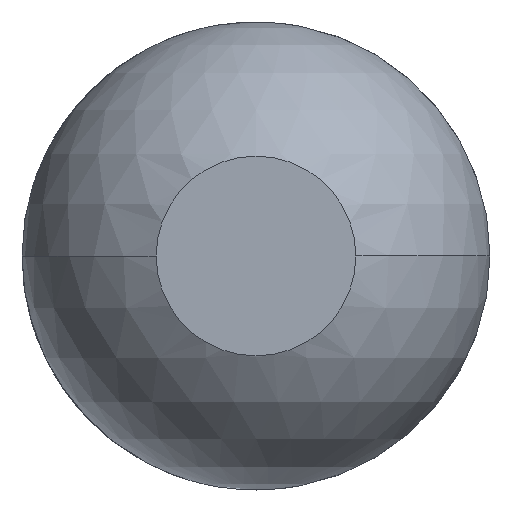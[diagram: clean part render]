
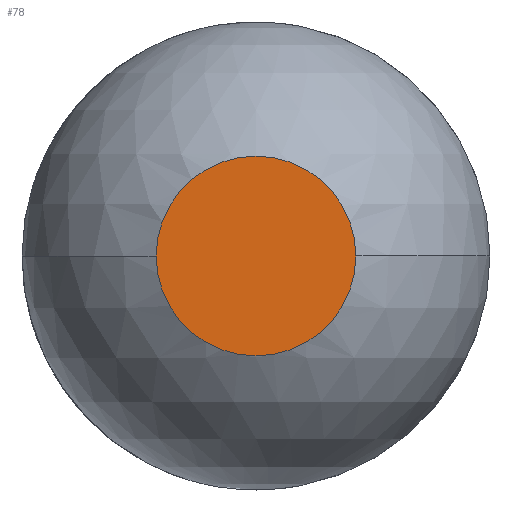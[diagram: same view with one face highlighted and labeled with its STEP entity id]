
A CAD part, left-side view. The second image highlights one B-rep face of the part: STEP entity #78.
In plain terms, the highlighted planar face has unit normal (-1, 0, 0).
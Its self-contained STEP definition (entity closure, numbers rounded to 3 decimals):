
#19 = ORIENTED_EDGE ( 'NONE', *, *, #416, .F. ) ;
#20 = CARTESIAN_POINT ( 'NONE',  ( -5.203, 0., 0. ) ) ;
#47 = DIRECTION ( 'NONE',  ( 0., 0., -1. ) ) ;
#78 = ADVANCED_FACE ( 'NONE', ( #131 ), #111, .F. ) ;
#88 = DIRECTION ( 'NONE',  ( 1., 0., 0. ) ) ;
#111 = PLANE ( 'NONE',  #283 ) ;
#131 = FACE_OUTER_BOUND ( 'NONE', #194, .T. ) ;
#135 = CIRCLE ( 'NONE', #399, 0.32 ) ;
#194 = EDGE_LOOP ( 'NONE', ( #19, #214 ) ) ;
#214 = ORIENTED_EDGE ( 'NONE', *, *, #313, .F. ) ;
#217 = CARTESIAN_POINT ( 'NONE',  ( -5.203, 0., 0. ) ) ;
#232 = CIRCLE ( 'NONE', #452, 0.32 ) ;
#235 = DIRECTION ( 'NONE',  ( 1., 0., 0. ) ) ;
#261 = CARTESIAN_POINT ( 'NONE',  ( -5.203, 0., -0.32 ) ) ;
#269 = VERTEX_POINT ( 'NONE', #278 ) ;
#278 = CARTESIAN_POINT ( 'NONE',  ( -5.203, 0., 0.32 ) ) ;
#283 = AXIS2_PLACEMENT_3D ( 'NONE', #20, #235, #314 ) ;
#296 = DIRECTION ( 'NONE',  ( 1., 0., 0. ) ) ;
#313 = EDGE_CURVE ( 'NONE', #431, #269, #135, .T. ) ;
#314 = DIRECTION ( 'NONE',  ( 0., 0., -1. ) ) ;
#329 = DIRECTION ( 'NONE',  ( 0., 0., -1. ) ) ;
#399 = AXIS2_PLACEMENT_3D ( 'NONE', #485, #88, #329 ) ;
#416 = EDGE_CURVE ( 'NONE', #269, #431, #232, .T. ) ;
#431 = VERTEX_POINT ( 'NONE', #261 ) ;
#452 = AXIS2_PLACEMENT_3D ( 'NONE', #217, #296, #47 ) ;
#485 = CARTESIAN_POINT ( 'NONE',  ( -5.203, 0., 0. ) ) ;
